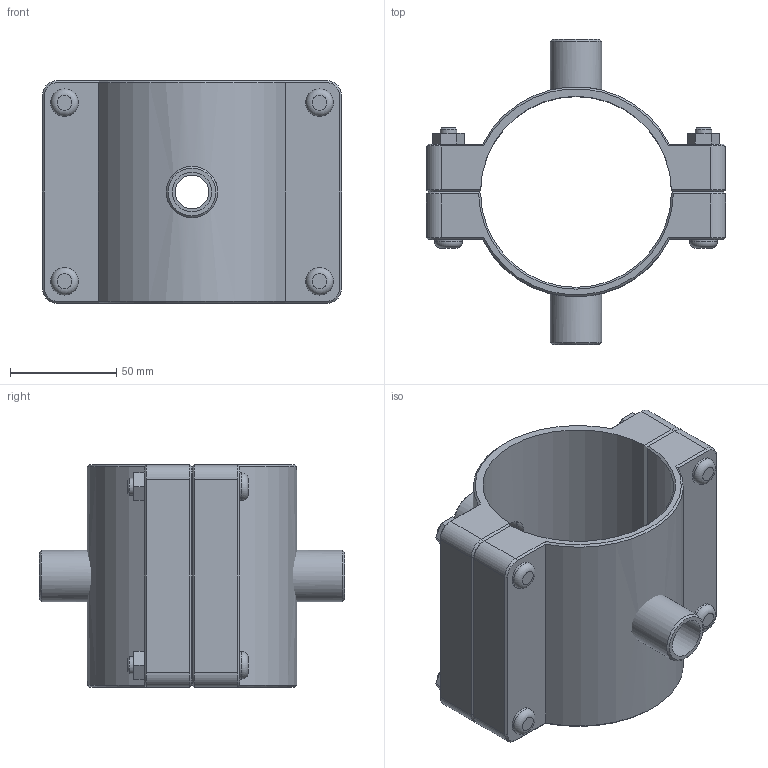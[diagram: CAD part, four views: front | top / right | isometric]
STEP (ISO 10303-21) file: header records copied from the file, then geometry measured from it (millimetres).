
FILE_DESCRIPTION(/* description */ ('PLASSON DOUBLE SADDLE 90-1/2"'),/* implementation_level */ '2;1');
FILE_NAME(/* name */ '161760090005_161860090005.ipt.stp',/* time_stamp */ '2017-06-18T09:27:11+03:00',/* author */ ('KIM'),/* organization */ (''),/* preprocessor_version */ 'ST-DEVELOPER v15.6',/* originating_system */ 'Autodesk Inventor 2015',/* authorisation */ '');
FILE_SCHEMA (('AUTOMOTIVE_DESIGN { 1 0 10303 214 3 1 1 }'));
Length unit declared in the file: millimetre
Products named in the file (1): 161760090005_161860090005
Bounding box: 141 x 144 x 105 mm (x, y, z)
Volume: 365293.1 mm3; surface area: 95975.7 mm2
Topology: 3 solids, 3 shells, 151 faces, 340 edges, 211 vertices
Faces by surface type: plane 84, cylinder 34, cone 29, torus 4
Full cylindrical faces by diameter (mm): 8 x4, 13 x8, 16 x4, 18.631 x2, 24.22 x2
Entity records: 4266 total; most frequent: CARTESIAN_POINT 979, DIRECTION 674, ORIENTED_EDGE 614, EDGE_CURVE 307, AXIS2_PLACEMENT_3D 243, EDGE_LOOP 211, VERTEX_POINT 208, LINE 188
